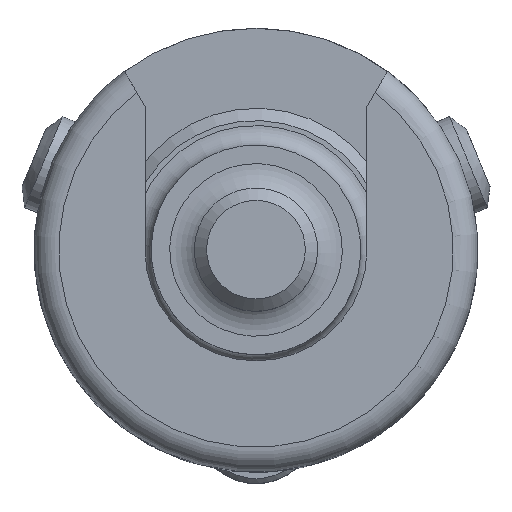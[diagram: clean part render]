
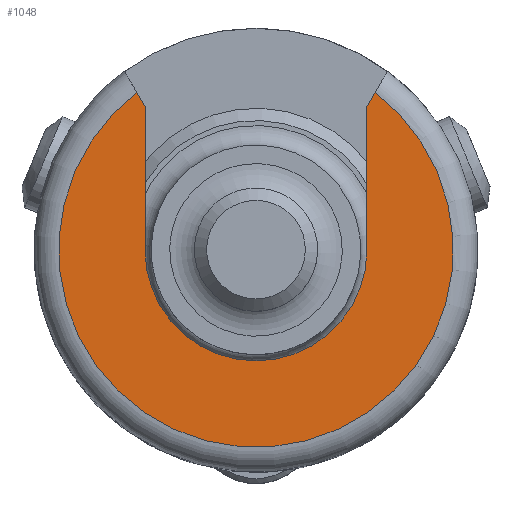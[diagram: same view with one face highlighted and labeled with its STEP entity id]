
A CAD part, top view. The second image highlights one B-rep face of the part: STEP entity #1048.
In plain terms, the highlighted planar face has unit normal (0, 0, 1).
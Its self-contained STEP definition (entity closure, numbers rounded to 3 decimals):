
#466=CARTESIAN_POINT('',(-4.832,6.376,7.5));
#467=VERTEX_POINT('',#466);
#482=CARTESIAN_POINT('',(4.832,6.376,7.5));
#483=VERTEX_POINT('',#482);
#497=CARTESIAN_POINT('',(0.0,0.0,7.5));
#498=DIRECTION('',(0.0,0.0,-1.0));
#499=DIRECTION('',(0.0,-1.0,0.0));
#500=AXIS2_PLACEMENT_3D('',#497,#498,#499);
#501=CIRCLE('',#500,8.0);
#502=EDGE_CURVE('',#483,#467,#501,.T.);
#522=CARTESIAN_POINT('',(4.5,5.8,7.5));
#523=VERTEX_POINT('',#522);
#530=CARTESIAN_POINT('',(4.832,6.376,7.5));
#531=DIRECTION('',(-0.5,-0.866,0.0));
#532=VECTOR('',#531,0.665);
#533=LINE('',#530,#532);
#534=EDGE_CURVE('',#483,#523,#533,.T.);
#950=CARTESIAN_POINT('',(4.5,0.0,7.5));
#951=VERTEX_POINT('',#950);
#958=CARTESIAN_POINT('',(4.5,5.8,7.5));
#959=DIRECTION('',(0.0,-1.0,0.0));
#960=VECTOR('',#959,5.8);
#961=LINE('',#958,#960);
#962=EDGE_CURVE('',#523,#951,#961,.T.);
#974=CARTESIAN_POINT('',(-4.5,5.8,7.5));
#975=VERTEX_POINT('',#974);
#976=CARTESIAN_POINT('',(-4.5,5.8,7.5));
#977=DIRECTION('',(-0.5,0.866,0.0));
#978=VECTOR('',#977,0.665);
#979=LINE('',#976,#978);
#980=EDGE_CURVE('',#975,#467,#979,.T.);
#1000=CARTESIAN_POINT('',(-4.5,0.0,7.5));
#1001=VERTEX_POINT('',#1000);
#1002=CARTESIAN_POINT('',(-4.5,0.0,7.5));
#1003=DIRECTION('',(0.0,1.0,0.0));
#1004=VECTOR('',#1003,5.8);
#1005=LINE('',#1002,#1004);
#1006=EDGE_CURVE('',#1001,#975,#1005,.T.);
#1024=CARTESIAN_POINT('',(0.0,0.0,7.5));
#1025=DIRECTION('',(0.0,0.0,-1.0));
#1026=DIRECTION('',(-1.0,0.0,0.0));
#1027=AXIS2_PLACEMENT_3D('',#1024,#1025,#1026);
#1028=CIRCLE('',#1027,4.5);
#1029=EDGE_CURVE('',#951,#1001,#1028,.T.);
#1035=CARTESIAN_POINT('',(0.0,0.0,7.5));
#1036=DIRECTION('',(0.0,0.0,-1.0));
#1037=DIRECTION('',(-1.0,0.0,0.0));
#1038=AXIS2_PLACEMENT_3D('',#1035,#1036,#1037);
#1039=PLANE('',#1038);
#1040=ORIENTED_EDGE('',*,*,#502,.F.);
#1041=ORIENTED_EDGE('',*,*,#534,.T.);
#1042=ORIENTED_EDGE('',*,*,#962,.T.);
#1043=ORIENTED_EDGE('',*,*,#1029,.T.);
#1044=ORIENTED_EDGE('',*,*,#1006,.T.);
#1045=ORIENTED_EDGE('',*,*,#980,.T.);
#1046=EDGE_LOOP('',(#1040,#1041,#1042,#1043,#1044,#1045));
#1047=FACE_OUTER_BOUND('',#1046,.T.);
#1048=ADVANCED_FACE('',(#1047),#1039,.F.);
